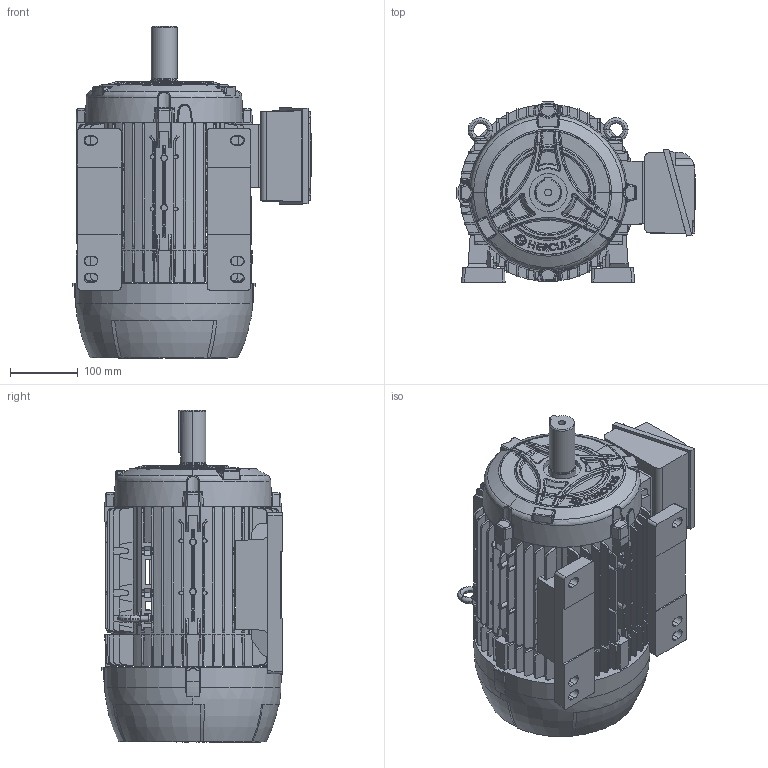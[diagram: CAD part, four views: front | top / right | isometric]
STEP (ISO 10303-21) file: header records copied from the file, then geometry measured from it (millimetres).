
FILE_DESCRIPTION (( 'STEP AP203' ), '1' );
FILE_NAME ('132ML_CP_ST_LEFT.STEP', '2022-07-27T12:09:56', ( '' ), ( '' ), 'SwSTEP 2.0', 'SolidWorks 2020', '' );
FILE_SCHEMA (( 'CONFIG_CONTROL_DESIGN' ));
Products named in the file (1): 132ML_CP_ST_LEFT
Bounding box: 352.04 x 266.9 x 490 mm (x, y, z)
Surface area: 935199.2 mm2 (no closed solid volume)
Topology: 0 solids, 38 shells, 2434 faces, 7326 edges, 4896 vertices
Faces by surface type: plane 1193, bspline 449, cone 391, cylinder 201, torus 156, sphere 44
Entity records: 102504 total; most frequent: CARTESIAN_POINT 43641, ORIENTED_EDGE 12932, DIRECTION 10315, EDGE_CURVE 7318, VERTEX_POINT 4896, AXIS2_PLACEMENT_3D 3620, LINE 3075, VECTOR 3075
